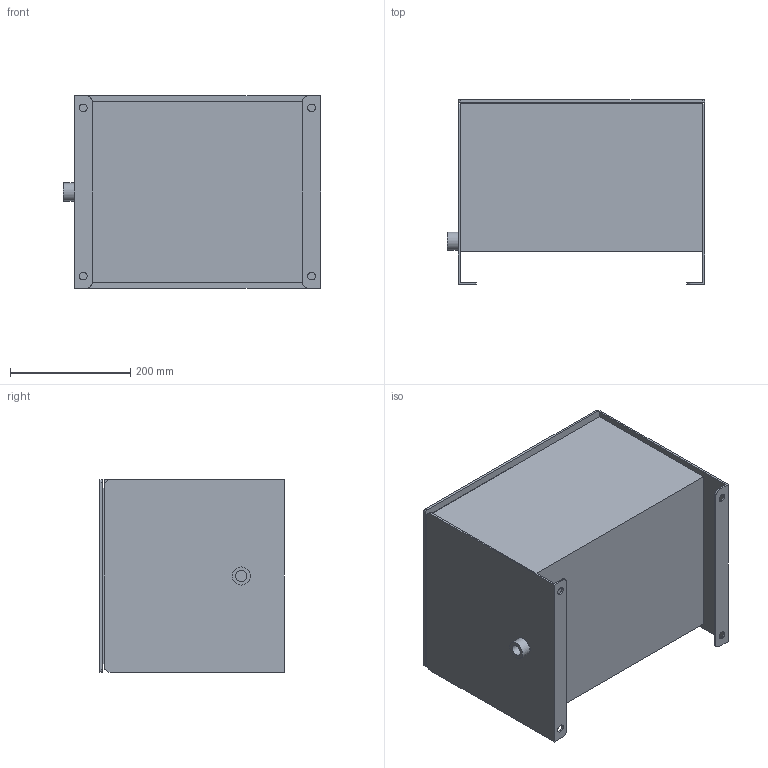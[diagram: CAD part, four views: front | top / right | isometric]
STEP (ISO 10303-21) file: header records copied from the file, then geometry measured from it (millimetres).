
FILE_DESCRIPTION (( 'STEP AP203' ), '1' );
FILE_NAME ('R1-002 MONOBLOC.STEP', '2015-06-18T10:00:22', ( 'rodrigue' ), ( 'Hewlett-Packard Company' ), 'SwSTEP 2.0', 'SolidWorks 2015', '' );
FILE_SCHEMA (( 'CONFIG_CONTROL_DESIGN' ));
Length unit declared in the file: millimetre
Products named in the file (1): R1-002 MONOBLOC
Bounding box: 428 x 307 x 320 mm (x, y, z)
Volume: 2299417.9 mm3; surface area: 1343437 mm2
Topology: 1 solids, 1 shells, 80 faces, 190 edges, 127 vertices
Faces by surface type: plane 54, cylinder 26
Full cylindrical faces by diameter (mm): 11 x8, 13 x4, 18.7 x1, 27 x1, 30 x1
Entity records: 2278 total; most frequent: DIRECTION 383, CARTESIAN_POINT 371, ORIENTED_EDGE 338, EDGE_CURVE 169, AXIS2_PLACEMENT_3D 133, VERTEX_POINT 121, EDGE_LOOP 118, LINE 117
